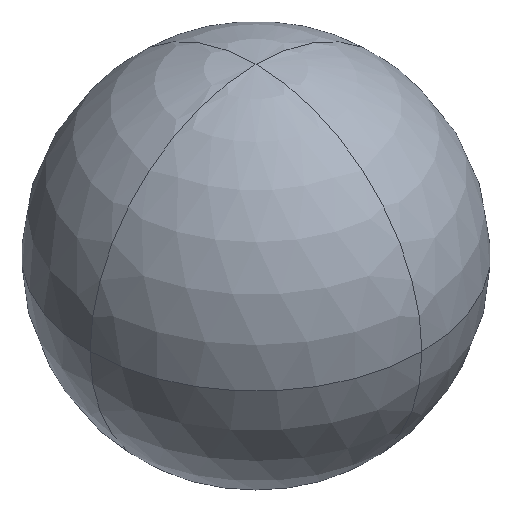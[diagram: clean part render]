
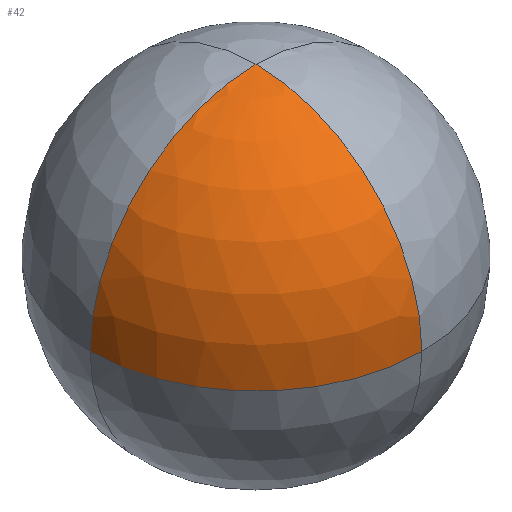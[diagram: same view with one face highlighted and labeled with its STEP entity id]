
A CAD part, isometric view. The second image highlights one B-rep face of the part: STEP entity #42.
In plain terms, the highlighted spherical face has radius 25.4 mm.
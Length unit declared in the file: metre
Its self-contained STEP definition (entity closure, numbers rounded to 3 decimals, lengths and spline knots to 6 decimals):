
#42 = ADVANCED_FACE( '', ( #80 ), #81, .T. );
#80 = FACE_OUTER_BOUND( '', #111, .T. );
#81 = SPHERICAL_SURFACE( '', #112, 0.0254 );
#111 = EDGE_LOOP( '', ( #156, #157, #158 ) );
#112 = AXIS2_PLACEMENT_3D( '', #159, #160, #161 );
#156 = ORIENTED_EDGE( '', *, *, #190, .F. );
#157 = ORIENTED_EDGE( '', *, *, #177, .T. );
#158 = ORIENTED_EDGE( '', *, *, #192, .T. );
#159 = CARTESIAN_POINT( '', ( 0., 0., 0. ) );
#160 = DIRECTION( '', ( 0., 0., 1. ) );
#161 = DIRECTION( '', ( 1., 0., 0. ) );
#177 = EDGE_CURVE( '', #197, #198, #199, .T. );
#190 = EDGE_CURVE( '', #197, #205, #216, .T. );
#192 = EDGE_CURVE( '', #198, #205, #218, .T. );
#197 = VERTEX_POINT( '', #223 );
#198 = VERTEX_POINT( '', #224 );
#199 = CIRCLE( '', #225, 0.0254 );
#205 = VERTEX_POINT( '', #231 );
#216 = CIRCLE( '', #242, 0.0254 );
#218 = CIRCLE( '', #244, 0.0254 );
#223 = CARTESIAN_POINT( '', ( -0.0254, 0., 0. ) );
#224 = CARTESIAN_POINT( '', ( 0., -0.0254, 0. ) );
#225 = AXIS2_PLACEMENT_3D( '', #248, #249, #250 );
#231 = CARTESIAN_POINT( '', ( 0., 0., 0.0254 ) );
#242 = AXIS2_PLACEMENT_3D( '', #275, #276, #277 );
#244 = AXIS2_PLACEMENT_3D( '', #278, #279, #280 );
#248 = CARTESIAN_POINT( '', ( 0., 0., 0. ) );
#249 = DIRECTION( '', ( 0., 0., 1. ) );
#250 = DIRECTION( '', ( 1., 0., 0. ) );
#275 = CARTESIAN_POINT( '', ( 0., 0., 0. ) );
#276 = DIRECTION( '', ( 0., 1., 0. ) );
#277 = DIRECTION( '', ( -1., 0., 0. ) );
#278 = CARTESIAN_POINT( '', ( 0., 0., 0. ) );
#279 = DIRECTION( '', ( -1., 0., 0. ) );
#280 = DIRECTION( '', ( 0., -1., 0. ) );
